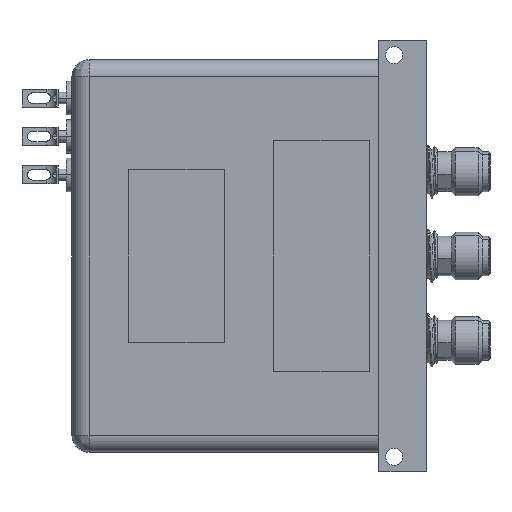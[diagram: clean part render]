
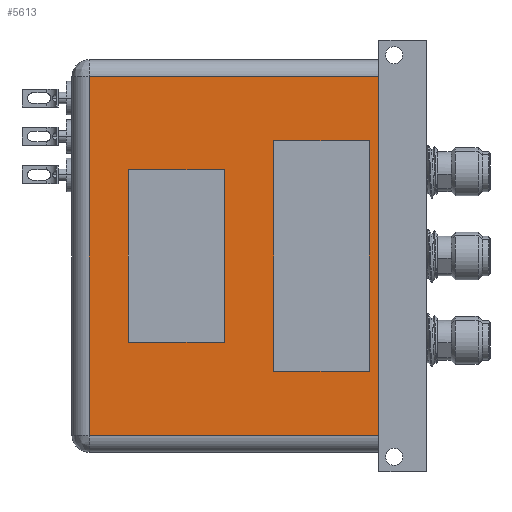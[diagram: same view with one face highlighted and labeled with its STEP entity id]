
A CAD part, left-side view. The second image highlights one B-rep face of the part: STEP entity #5613.
In plain terms, the highlighted face is planar.
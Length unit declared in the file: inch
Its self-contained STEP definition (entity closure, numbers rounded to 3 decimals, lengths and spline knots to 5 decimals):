
#7 = CARTESIAN_POINT ( 'NONE',  ( -0.45, 1.25519, 0.2735 ) ) ;
#193 = EDGE_LOOP ( 'NONE', ( #1548, #3801, #5769, #6234 ) ) ;
#371 = EDGE_CURVE ( 'NONE', #8631, #8282, #3612, .T. ) ;
#565 = DIRECTION ( 'NONE',  ( 0., 1., 0. ) ) ;
#608 = LINE ( 'NONE', #6036, #8107 ) ;
#615 = PLANE ( 'NONE',  #696 ) ;
#681 = CARTESIAN_POINT ( 'NONE',  ( 0.6, 0.49858, 0.2735 ) ) ;
#696 = AXIS2_PLACEMENT_3D ( 'NONE', #6882, #8153, #7435 ) ;
#720 = EDGE_CURVE ( 'NONE', #6402, #7893, #4529, .T. ) ;
#1077 = LINE ( 'NONE', #1689, #7829 ) ;
#1089 = CARTESIAN_POINT ( 'NONE',  ( -0.6, 0.49858, 0.2735 ) ) ;
#1149 = LINE ( 'NONE', #3863, #7651 ) ;
#1358 = CARTESIAN_POINT ( 'NONE',  ( 0.9335, 0.45, 0.2735 ) ) ;
#1433 = DIRECTION ( 'NONE',  ( 0., -1., 0. ) ) ;
#1486 = VECTOR ( 'NONE', #3246, 39.37008 ) ;
#1548 = ORIENTED_EDGE ( 'NONE', *, *, #5778, .F. ) ;
#1567 = ORIENTED_EDGE ( 'NONE', *, *, #5960, .F. ) ;
#1665 = LINE ( 'NONE', #2230, #6223 ) ;
#1689 = CARTESIAN_POINT ( 'NONE',  ( -0.45, 1.75519, 0.2735 ) ) ;
#2096 = EDGE_CURVE ( 'NONE', #7704, #8177, #1077, .T. ) ;
#2122 = EDGE_CURVE ( 'NONE', #8177, #2366, #8470, .T. ) ;
#2230 = CARTESIAN_POINT ( 'NONE',  ( 0.9335, 2.05, 0.2735 ) ) ;
#2359 = ORIENTED_EDGE ( 'NONE', *, *, #2096, .F. ) ;
#2366 = VERTEX_POINT ( 'NONE', #7 ) ;
#2430 = EDGE_LOOP ( 'NONE', ( #8523, #2359, #6215, #5344 ) ) ;
#2450 = DIRECTION ( 'NONE',  ( 1., 0., 0. ) ) ;
#2468 = DIRECTION ( 'NONE',  ( 1., 0., 0. ) ) ;
#2588 = CARTESIAN_POINT ( 'NONE',  ( -0.9335, 1.96, 0.2735 ) ) ;
#2646 = CARTESIAN_POINT ( 'NONE',  ( 0.6, 0.99858, 0.2735 ) ) ;
#2977 = CARTESIAN_POINT ( 'NONE',  ( 0.9335, 1.96, 0.2735 ) ) ;
#2984 = DIRECTION ( 'NONE',  ( 0., -1., 0. ) ) ;
#3112 = CARTESIAN_POINT ( 'NONE',  ( -1.0235, 1.96, 0.2735 ) ) ;
#3201 = DIRECTION ( 'NONE',  ( 1., 0., 0. ) ) ;
#3246 = DIRECTION ( 'NONE',  ( 0., 1., 0. ) ) ;
#3273 = LINE ( 'NONE', #4455, #7237 ) ;
#3323 = LINE ( 'NONE', #2646, #6493 ) ;
#3612 = LINE ( 'NONE', #7757, #8460 ) ;
#3658 = CARTESIAN_POINT ( 'NONE',  ( -0.45, 1.75519, 0.2735 ) ) ;
#3784 = VERTEX_POINT ( 'NONE', #681 ) ;
#3801 = ORIENTED_EDGE ( 'NONE', *, *, #720, .F. ) ;
#3863 = CARTESIAN_POINT ( 'NONE',  ( -0.45, 1.25519, 0.2735 ) ) ;
#4157 = FACE_BOUND ( 'NONE', #2430, .T. ) ;
#4236 = CARTESIAN_POINT ( 'NONE',  ( -0.6, 0.49858, 0.2735 ) ) ;
#4274 = ORIENTED_EDGE ( 'NONE', *, *, #4748, .F. ) ;
#4455 = CARTESIAN_POINT ( 'NONE',  ( -0.9335, 2.05, 0.2735 ) ) ;
#4529 = LINE ( 'NONE', #3112, #7475 ) ;
#4553 = VECTOR ( 'NONE', #2984, 39.37008 ) ;
#4748 = EDGE_CURVE ( 'NONE', #3784, #6771, #3323, .T. ) ;
#5337 = EDGE_CURVE ( 'NONE', #2366, #6404, #1149, .T. ) ;
#5340 = CARTESIAN_POINT ( 'NONE',  ( -0.6, 0.99858, 0.2735 ) ) ;
#5344 = ORIENTED_EDGE ( 'NONE', *, *, #5337, .F. ) ;
#5490 = FACE_OUTER_BOUND ( 'NONE', #193, .T. ) ;
#5613 = ADVANCED_FACE ( 'NONE', ( #4157, #5490, #6802 ), #615, .F. ) ;
#5769 = ORIENTED_EDGE ( 'NONE', *, *, #5956, .F. ) ;
#5778 = EDGE_CURVE ( 'NONE', #7893, #8631, #1665, .T. ) ;
#5956 = EDGE_CURVE ( 'NONE', #8282, #6402, #3273, .T. ) ;
#5960 = EDGE_CURVE ( 'NONE', #6507, #3784, #7865, .T. ) ;
#5976 = DIRECTION ( 'NONE',  ( -1., 0., 0. ) ) ;
#6036 = CARTESIAN_POINT ( 'NONE',  ( -0.6, 0.99858, 0.2735 ) ) ;
#6062 = EDGE_CURVE ( 'NONE', #8622, #6507, #608, .T. ) ;
#6182 = EDGE_LOOP ( 'NONE', ( #6880, #6185, #4274, #1567 ) ) ;
#6185 = ORIENTED_EDGE ( 'NONE', *, *, #7227, .F. ) ;
#6215 = ORIENTED_EDGE ( 'NONE', *, *, #7427, .F. ) ;
#6223 = VECTOR ( 'NONE', #6387, 39.37008 ) ;
#6234 = ORIENTED_EDGE ( 'NONE', *, *, #371, .F. ) ;
#6325 = DIRECTION ( 'NONE',  ( -1., 0., 0. ) ) ;
#6387 = DIRECTION ( 'NONE',  ( 0., -1., 0. ) ) ;
#6402 = VERTEX_POINT ( 'NONE', #2588 ) ;
#6404 = VERTEX_POINT ( 'NONE', #7513 ) ;
#6493 = VECTOR ( 'NONE', #565, 39.37008 ) ;
#6507 = VERTEX_POINT ( 'NONE', #4236 ) ;
#6702 = CARTESIAN_POINT ( 'NONE',  ( 0.6, 0.99858, 0.2735 ) ) ;
#6771 = VERTEX_POINT ( 'NONE', #6702 ) ;
#6802 = FACE_BOUND ( 'NONE', #6182, .T. ) ;
#6841 = CARTESIAN_POINT ( 'NONE',  ( -0.6, 0.99858, 0.2735 ) ) ;
#6880 = ORIENTED_EDGE ( 'NONE', *, *, #6062, .F. ) ;
#6882 = CARTESIAN_POINT ( 'NONE',  ( -1.0235, 2.05, 0.2735 ) ) ;
#6891 = CARTESIAN_POINT ( 'NONE',  ( -0.45, 1.75519, 0.2735 ) ) ;
#7130 = DIRECTION ( 'NONE',  ( -1., 0., 0. ) ) ;
#7148 = CARTESIAN_POINT ( 'NONE',  ( 0.45, 1.75519, 0.2735 ) ) ;
#7159 = LINE ( 'NONE', #7298, #1486 ) ;
#7185 = DIRECTION ( 'NONE',  ( 0., 1., 0. ) ) ;
#7227 = EDGE_CURVE ( 'NONE', #6771, #8622, #7998, .T. ) ;
#7237 = VECTOR ( 'NONE', #7185, 39.37008 ) ;
#7298 = CARTESIAN_POINT ( 'NONE',  ( 0.45, 1.75519, 0.2735 ) ) ;
#7427 = EDGE_CURVE ( 'NONE', #6404, #7704, #7159, .T. ) ;
#7435 = DIRECTION ( 'NONE',  ( -1., 0., 0. ) ) ;
#7475 = VECTOR ( 'NONE', #3201, 39.37008 ) ;
#7513 = CARTESIAN_POINT ( 'NONE',  ( 0.45, 1.25519, 0.2735 ) ) ;
#7651 = VECTOR ( 'NONE', #2468, 39.37008 ) ;
#7704 = VERTEX_POINT ( 'NONE', #7148 ) ;
#7747 = VECTOR ( 'NONE', #5976, 39.37008 ) ;
#7757 = CARTESIAN_POINT ( 'NONE',  ( 0., 0.45, 0.2735 ) ) ;
#7786 = CARTESIAN_POINT ( 'NONE',  ( -0.9335, 0.45, 0.2735 ) ) ;
#7829 = VECTOR ( 'NONE', #7130, 39.37008 ) ;
#7865 = LINE ( 'NONE', #1089, #8236 ) ;
#7893 = VERTEX_POINT ( 'NONE', #2977 ) ;
#7998 = LINE ( 'NONE', #5340, #7747 ) ;
#8107 = VECTOR ( 'NONE', #1433, 39.37008 ) ;
#8153 = DIRECTION ( 'NONE',  ( 0., 0., -1. ) ) ;
#8177 = VERTEX_POINT ( 'NONE', #6891 ) ;
#8236 = VECTOR ( 'NONE', #2450, 39.37008 ) ;
#8282 = VERTEX_POINT ( 'NONE', #7786 ) ;
#8460 = VECTOR ( 'NONE', #6325, 39.37008 ) ;
#8470 = LINE ( 'NONE', #3658, #4553 ) ;
#8523 = ORIENTED_EDGE ( 'NONE', *, *, #2122, .F. ) ;
#8622 = VERTEX_POINT ( 'NONE', #6841 ) ;
#8631 = VERTEX_POINT ( 'NONE', #1358 ) ;
